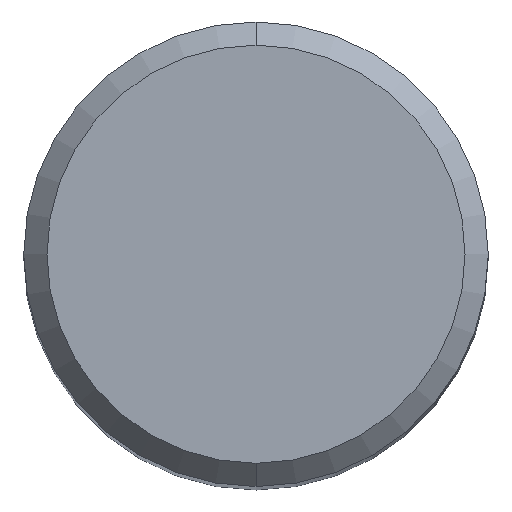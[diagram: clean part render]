
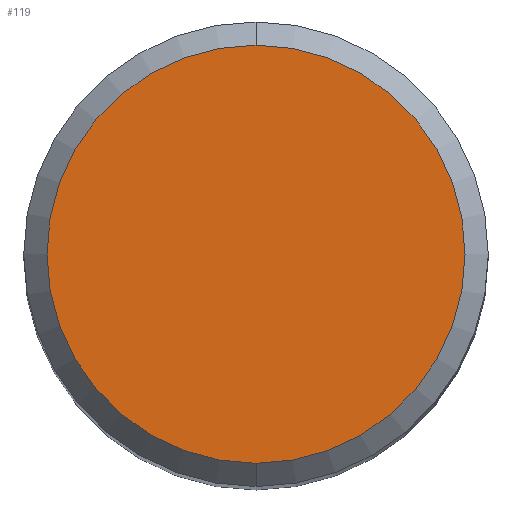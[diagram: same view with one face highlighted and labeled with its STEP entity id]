
A CAD part, top view. The second image highlights one B-rep face of the part: STEP entity #119.
In plain terms, the highlighted planar face has unit normal (0, 0, 1).
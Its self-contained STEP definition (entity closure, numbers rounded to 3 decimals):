
#119=ADVANCED_FACE('',(#273),#274,.T.);
#149=VERTEX_POINT('',#309);
#171=EDGE_CURVE('',#149,#191,#331,.T.);
#191=VERTEX_POINT('',#353);
#209=EDGE_CURVE('',#191,#149,#375,.T.);
#273=FACE_OUTER_BOUND('',#440,.T.);
#274=PLANE('',#441);
#309=CARTESIAN_POINT('',(0.,-3.6,0.0));
#331=CIRCLE('',#514,3.6);
#353=CARTESIAN_POINT('',(0.0,3.6,0.0));
#375=CIRCLE('',#569,3.6);
#440=EDGE_LOOP('',(#631,#632));
#441=AXIS2_PLACEMENT_3D('',#633,#634,#635);
#514=AXIS2_PLACEMENT_3D('',#704,#705,#706);
#569=AXIS2_PLACEMENT_3D('',#765,#766,#767);
#631=ORIENTED_EDGE('',*,*,#209,.F.);
#632=ORIENTED_EDGE('',*,*,#171,.F.);
#633=CARTESIAN_POINT('',(0.0,1.8,0.0));
#634=DIRECTION('',(-0.0,0.0,1.0));
#635=DIRECTION('',(0.0,-1.0,0.0));
#704=CARTESIAN_POINT('',(0.0,0.0,0.0));
#705=DIRECTION('',(0.0,0.0,-1.0));
#706=DIRECTION('',(0.0,1.0,0.0));
#765=CARTESIAN_POINT('',(0.0,0.0,0.0));
#766=DIRECTION('',(0.0,0.0,-1.0));
#767=DIRECTION('',(0.0,1.0,0.0));
